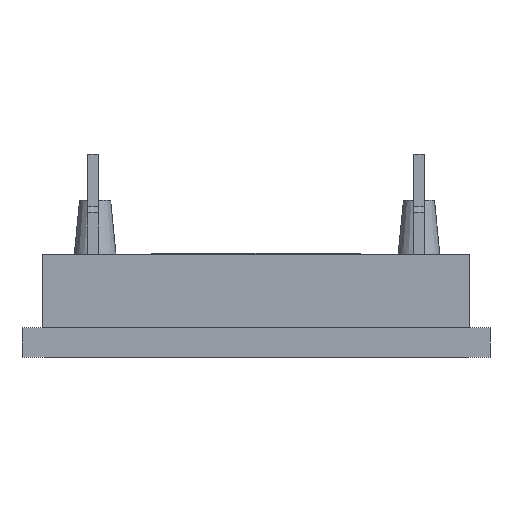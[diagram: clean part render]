
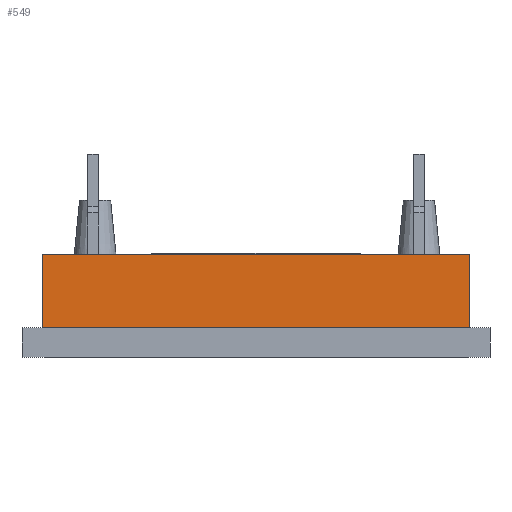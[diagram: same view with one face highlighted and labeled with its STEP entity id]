
A CAD part, front view. The second image highlights one B-rep face of the part: STEP entity #549.
In plain terms, the highlighted planar face has unit normal (0, -1, 0).
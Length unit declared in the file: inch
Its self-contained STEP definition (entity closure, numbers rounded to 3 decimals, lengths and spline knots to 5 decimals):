
#14 = VECTOR ( 'NONE', #1848, 39.37008 ) ;
#94 = VECTOR ( 'NONE', #1842, 39.37008 ) ;
#343 = LINE ( 'NONE', #2447, #2786 ) ;
#537 = EDGE_CURVE ( 'NONE', #1518, #1752, #1224, .T. ) ;
#549 = ADVANCED_FACE ( 'NONE', ( #3004 ), #1815, .F. ) ;
#561 = EDGE_CURVE ( 'NONE', #1671, #1752, #2925, .T. ) ;
#563 = EDGE_CURVE ( 'NONE', #1383, #1518, #2941, .T. ) ;
#734 = EDGE_CURVE ( 'NONE', #1383, #1671, #343, .T. ) ;
#1224 = LINE ( 'NONE', #1901, #2699 ) ;
#1313 = EDGE_LOOP ( 'NONE', ( #1623, #1731, #1426, #1626 ) ) ;
#1383 = VERTEX_POINT ( 'NONE', #2450 ) ;
#1426 = ORIENTED_EDGE ( 'NONE', *, *, #563, .F. ) ;
#1518 = VERTEX_POINT ( 'NONE', #2471 ) ;
#1623 = ORIENTED_EDGE ( 'NONE', *, *, #561, .T. ) ;
#1626 = ORIENTED_EDGE ( 'NONE', *, *, #734, .T. ) ;
#1671 = VERTEX_POINT ( 'NONE', #2501 ) ;
#1731 = ORIENTED_EDGE ( 'NONE', *, *, #537, .F. ) ;
#1752 = VERTEX_POINT ( 'NONE', #2366 ) ;
#1813 = DIRECTION ( 'NONE',  ( 0., 1., 0. ) ) ;
#1814 = CARTESIAN_POINT ( 'NONE',  ( -0.51, -0.64, 0.175 ) ) ;
#1815 = PLANE ( 'NONE',  #2675 ) ;
#1817 = DIRECTION ( 'NONE',  ( -1., 0., 0. ) ) ;
#1842 = DIRECTION ( 'NONE',  ( 1., 0., 0. ) ) ;
#1843 = CARTESIAN_POINT ( 'NONE',  ( -0.51, -0.64, 0. ) ) ;
#1848 = DIRECTION ( 'NONE',  ( 1., 0., 0. ) ) ;
#1849 = CARTESIAN_POINT ( 'NONE',  ( -0.51, -0.64, 0.175 ) ) ;
#1901 = CARTESIAN_POINT ( 'NONE',  ( 0.51, -0.64, 0.175 ) ) ;
#1902 = DIRECTION ( 'NONE',  ( 0., 0., -1. ) ) ;
#2333 = DIRECTION ( 'NONE',  ( 0., 0., -1. ) ) ;
#2366 = CARTESIAN_POINT ( 'NONE',  ( 0.51, -0.64, 0. ) ) ;
#2447 = CARTESIAN_POINT ( 'NONE',  ( -0.51, -0.64, 0.175 ) ) ;
#2450 = CARTESIAN_POINT ( 'NONE',  ( -0.51, -0.64, 0.175 ) ) ;
#2471 = CARTESIAN_POINT ( 'NONE',  ( 0.51, -0.64, 0.175 ) ) ;
#2501 = CARTESIAN_POINT ( 'NONE',  ( -0.51, -0.64, 0. ) ) ;
#2675 = AXIS2_PLACEMENT_3D ( 'NONE', #1814, #1813, #1817 ) ;
#2699 = VECTOR ( 'NONE', #1902, 39.37008 ) ;
#2786 = VECTOR ( 'NONE', #2333, 39.37008 ) ;
#2925 = LINE ( 'NONE', #1843, #94 ) ;
#2941 = LINE ( 'NONE', #1849, #14 ) ;
#3004 = FACE_OUTER_BOUND ( 'NONE', #1313, .T. ) ;
